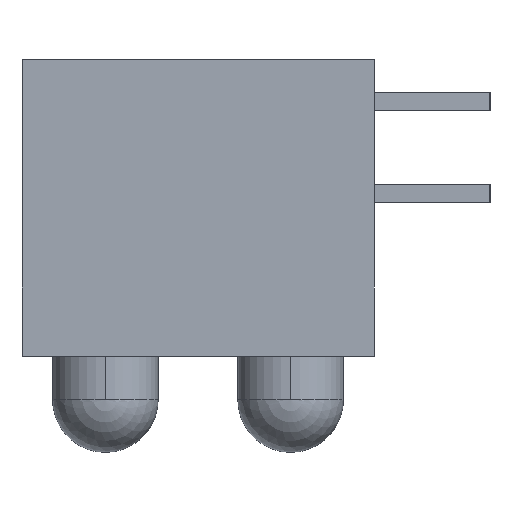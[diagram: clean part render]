
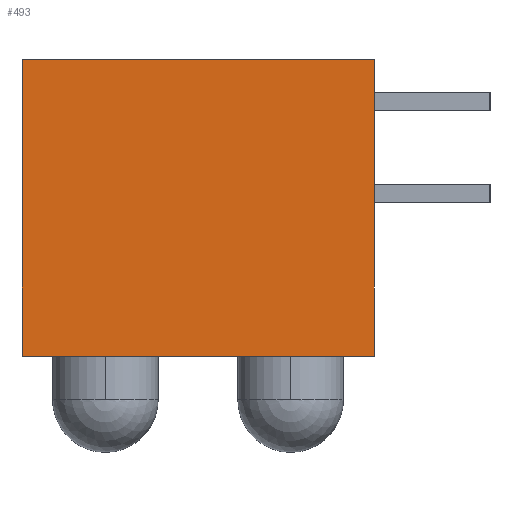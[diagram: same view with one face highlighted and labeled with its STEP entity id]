
A CAD part, left-side view. The second image highlights one B-rep face of the part: STEP entity #493.
In plain terms, the highlighted planar face has unit normal (-1, 0, 0).
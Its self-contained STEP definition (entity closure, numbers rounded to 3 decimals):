
#1 = ORIENTED_EDGE ( 'NONE', *, *, #46, .F. ) ;
#46 = EDGE_CURVE ( 'NONE', #1377, #718, #1308, .T. ) ;
#85 = CARTESIAN_POINT ( 'NONE',  ( -2.16, -4.825, 0. ) ) ;
#92 = CARTESIAN_POINT ( 'NONE',  ( -2.16, -4.825, 8.13 ) ) ;
#95 = CARTESIAN_POINT ( 'NONE',  ( -2.16, -4.825, 8.13 ) ) ;
#113 = CARTESIAN_POINT ( 'NONE',  ( -2.16, 4.825, 0. ) ) ;
#132 = ORIENTED_EDGE ( 'NONE', *, *, #717, .F. ) ;
#144 = VECTOR ( 'NONE', #707, 1000. ) ;
#149 = CARTESIAN_POINT ( 'NONE',  ( -2.16, 4.825, 8.13 ) ) ;
#199 = VERTEX_POINT ( 'NONE', #1265 ) ;
#253 = EDGE_CURVE ( 'NONE', #1248, #718, #946, .T. ) ;
#275 = VECTOR ( 'NONE', #1072, 1000. ) ;
#293 = LINE ( 'NONE', #1058, #275 ) ;
#332 = ORIENTED_EDGE ( 'NONE', *, *, #1114, .T. ) ;
#405 = CARTESIAN_POINT ( 'NONE',  ( -2.16, -4.825, 8.13 ) ) ;
#418 = DIRECTION ( 'NONE',  ( 0., -1., 0. ) ) ;
#452 = AXIS2_PLACEMENT_3D ( 'NONE', #95, #1187, #552 ) ;
#493 = ADVANCED_FACE ( 'NONE', ( #524 ), #742, .F. ) ;
#508 = VECTOR ( 'NONE', #973, 1000. ) ;
#516 = ORIENTED_EDGE ( 'NONE', *, *, #253, .T. ) ;
#524 = FACE_OUTER_BOUND ( 'NONE', #745, .T. ) ;
#552 = DIRECTION ( 'NONE',  ( 0., 0., -1. ) ) ;
#707 = DIRECTION ( 'NONE',  ( 0., 0., -1. ) ) ;
#717 = EDGE_CURVE ( 'NONE', #199, #1377, #293, .T. ) ;
#718 = VERTEX_POINT ( 'NONE', #85 ) ;
#742 = PLANE ( 'NONE',  #452 ) ;
#745 = EDGE_LOOP ( 'NONE', ( #516, #1, #132, #332 ) ) ;
#834 = VECTOR ( 'NONE', #418, 1000. ) ;
#937 = LINE ( 'NONE', #149, #144 ) ;
#946 = LINE ( 'NONE', #1170, #834 ) ;
#973 = DIRECTION ( 'NONE',  ( 0., 0., -1. ) ) ;
#1058 = CARTESIAN_POINT ( 'NONE',  ( -2.16, -4.825, 8.13 ) ) ;
#1072 = DIRECTION ( 'NONE',  ( 0., -1., 0. ) ) ;
#1114 = EDGE_CURVE ( 'NONE', #199, #1248, #937, .T. ) ;
#1170 = CARTESIAN_POINT ( 'NONE',  ( -2.16, -4.825, 0. ) ) ;
#1187 = DIRECTION ( 'NONE',  ( 1., 0., 0. ) ) ;
#1248 = VERTEX_POINT ( 'NONE', #113 ) ;
#1265 = CARTESIAN_POINT ( 'NONE',  ( -2.16, 4.825, 8.13 ) ) ;
#1308 = LINE ( 'NONE', #92, #508 ) ;
#1377 = VERTEX_POINT ( 'NONE', #405 ) ;
